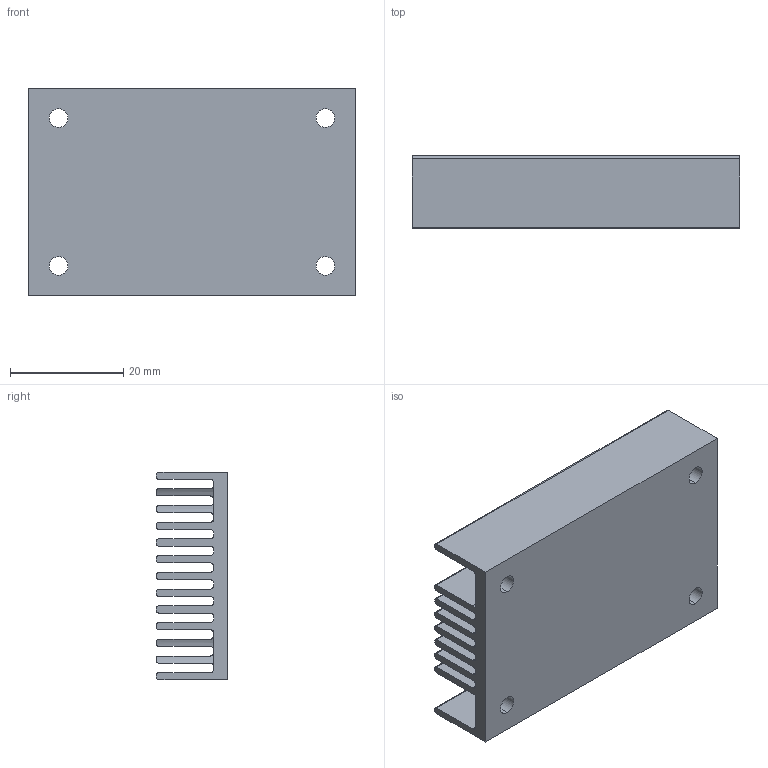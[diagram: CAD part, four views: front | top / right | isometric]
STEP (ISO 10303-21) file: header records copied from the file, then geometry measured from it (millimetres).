
FILE_DESCRIPTION (( 'STEP AP214' ), '1' );
FILE_NAME ('M-C448 Heat Sink Kit.STEP', '2023-07-17T16:21:19', ( '' ), ( '' ), 'SwSTEP 2.0', 'SolidWorks 2021', '' );
FILE_SCHEMA (( 'AUTOMOTIVE_DESIGN' ));
Length unit declared in the file: millimetre
Products named in the file (1): M-C448 Heat Sink Kit
Bounding box: 58 x 12.7 x 36.8 mm (x, y, z)
Volume: 14198.1 mm3; surface area: 18450.7 mm2
Topology: 1 solids, 1 shells, 134 faces, 384 edges, 256 vertices
Faces by surface type: cylinder 74, plane 60
Entity records: 6070 total; most frequent: CARTESIAN_POINT 1005, ORIENTED_EDGE 768, DIRECTION 722, EDGE_CURVE 384, VERTEX_POINT 256, AXIS2_PLACEMENT_3D 243, LINE 236, VECTOR 236
